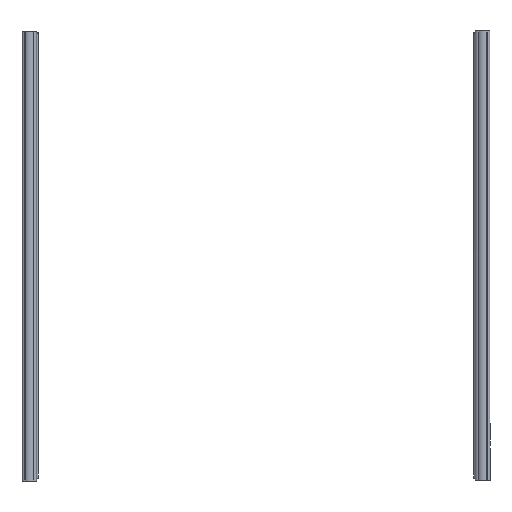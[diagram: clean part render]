
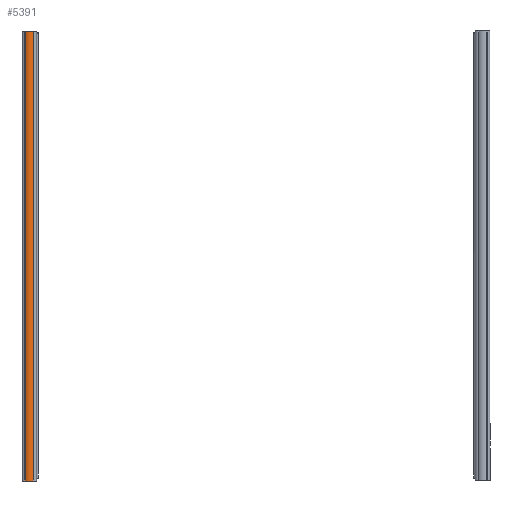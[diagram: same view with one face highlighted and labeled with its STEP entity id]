
A CAD part, front view. The second image highlights one B-rep face of the part: STEP entity #5391.
In plain terms, the highlighted cylindrical face has radius 5 mm (diameter 10 mm), a partial arc.
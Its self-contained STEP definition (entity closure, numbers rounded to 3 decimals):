
#363=FACE_OUTER_BOUND('',#654,.T.);
#654=EDGE_LOOP('',(#4021,#4022,#4023,#4024));
#875=CIRCLE('',#5720,5.);
#929=CIRCLE('',#5879,5.);
#1305=LINE('',#8407,#1810);
#1309=LINE('',#8418,#1814);
#1810=VECTOR('',#6811,10.);
#1814=VECTOR('',#6823,10.);
#2201=VERTEX_POINT('',#7975);
#2202=VERTEX_POINT('',#7977);
#2321=VERTEX_POINT('',#8405);
#2324=VERTEX_POINT('',#8417);
#2717=EDGE_CURVE('',#2201,#2202,#875,.T.);
#2932=EDGE_CURVE('',#2321,#2201,#1305,.T.);
#2937=EDGE_CURVE('',#2324,#2202,#1309,.T.);
#2951=EDGE_CURVE('',#2324,#2321,#929,.T.);
#4021=ORIENTED_EDGE('',*,*,#2951,.F.);
#4022=ORIENTED_EDGE('',*,*,#2937,.T.);
#4023=ORIENTED_EDGE('',*,*,#2717,.F.);
#4024=ORIENTED_EDGE('',*,*,#2932,.F.);
#4945=CYLINDRICAL_SURFACE('',#5878,5.);
#5391=ADVANCED_FACE('',(#363),#4945,.T.);
#5720=AXIS2_PLACEMENT_3D('',#7978,#6356,#6357);
#5878=AXIS2_PLACEMENT_3D('',#8443,#6852,#6853);
#5879=AXIS2_PLACEMENT_3D('',#8444,#6854,#6855);
#6356=DIRECTION('center_axis',(0.,0.,-1.));
#6357=DIRECTION('ref_axis',(-0.6,-0.8,0.));
#6811=DIRECTION('',(0.,0.,-1.));
#6823=DIRECTION('',(0.,0.,-1.));
#6852=DIRECTION('center_axis',(0.,0.,-1.));
#6853=DIRECTION('ref_axis',(-0.6,-0.8,0.));
#6854=DIRECTION('center_axis',(0.,0.,1.));
#6855=DIRECTION('ref_axis',(-0.6,-0.8,0.));
#7975=CARTESIAN_POINT('',(8.65,-20.2,-350.));
#7977=CARTESIAN_POINT('',(2.65,-20.2,-350.));
#7978=CARTESIAN_POINT('Origin',(5.65,-16.2,-350.));
#8405=CARTESIAN_POINT('',(8.65,-20.2,0.));
#8407=CARTESIAN_POINT('',(8.65,-20.2,0.));
#8417=CARTESIAN_POINT('',(2.65,-20.2,0.));
#8418=CARTESIAN_POINT('',(2.65,-20.2,0.));
#8443=CARTESIAN_POINT('Origin',(5.65,-16.2,0.));
#8444=CARTESIAN_POINT('Origin',(5.65,-16.2,0.));
